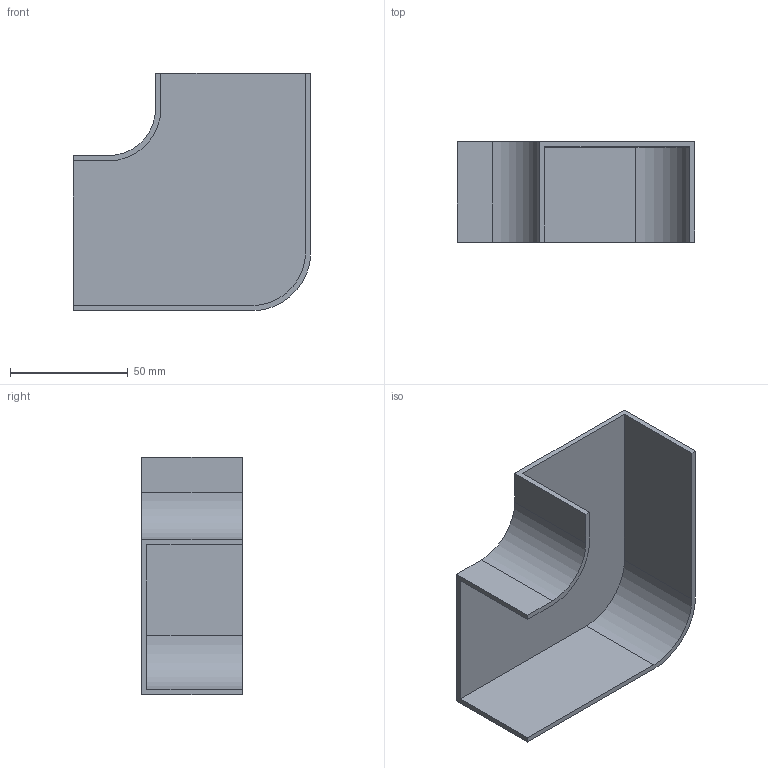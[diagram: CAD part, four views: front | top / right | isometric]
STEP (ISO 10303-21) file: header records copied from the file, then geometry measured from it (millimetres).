
FILE_DESCRIPTION (( 'STEP AP214' ), '1' );
FILE_NAME ('6175666.stp', '2016-10-03T12:53:46', ( '' ), ( '' ), 'SwSTEP 2.0', 'SolidWorks 2016', '' );
FILE_SCHEMA (( 'AUTOMOTIVE_DESIGN' ));
Length unit declared in the file: millimetre
Products named in the file (1): 6175666
Bounding box: 100.9 x 42.7 x 100.9 mm (x, y, z)
Volume: 42093 mm3; surface area: 39468.2 mm2
Topology: 1 solids, 1 shells, 18 faces, 48 edges, 32 vertices
Faces by surface type: plane 14, cylinder 4
Entity records: 594 total; most frequent: CARTESIAN_POINT 99, ORIENTED_EDGE 96, DIRECTION 94, EDGE_CURVE 48, LINE 40, VECTOR 40, VERTEX_POINT 32, AXIS2_PLACEMENT_3D 27
